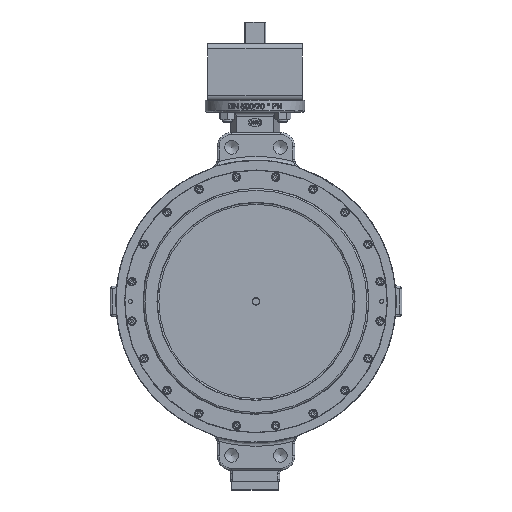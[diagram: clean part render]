
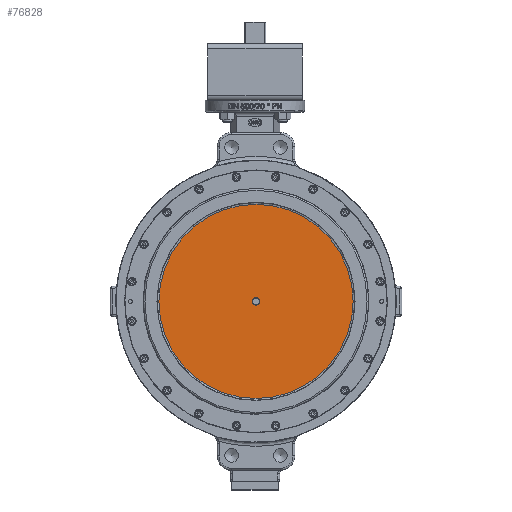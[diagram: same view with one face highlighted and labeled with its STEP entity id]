
A CAD part, front view. The second image highlights one B-rep face of the part: STEP entity #76828.
In plain terms, the highlighted planar face has unit normal (0, -1, 0).
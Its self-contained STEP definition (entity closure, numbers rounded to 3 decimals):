
#60388=CARTESIAN_POINT('',(-205.429,-59.,0.));
#60389=VERTEX_POINT('',#60388);
#60390=CARTESIAN_POINT('',(0.,-59.0,0.));
#60391=DIRECTION('',(0.0,1.0,0.0));
#60392=DIRECTION('',(1.0,0.0,0.0));
#60393=AXIS2_PLACEMENT_3D('',#60390,#60391,#60392);
#60394=CIRCLE('',#60393,205.429);
#60395=EDGE_CURVE('',#60389,#60389,#60394,.T.);
#76809=CARTESIAN_POINT('',(-103.75,-59.,0.));
#76810=DIRECTION('',(0.0,1.0,0.0));
#76811=DIRECTION('',(0.0,0.0,-1.0));
#76812=AXIS2_PLACEMENT_3D('',#76809,#76810,#76811);
#76813=PLANE('',#76812);
#76814=ORIENTED_EDGE('',*,*,#60395,.F.);
#76815=EDGE_LOOP('',(#76814));
#76816=FACE_OUTER_BOUND('',#76815,.T.);
#76817=CARTESIAN_POINT('',(0.,-59.0,8.));
#76818=VERTEX_POINT('',#76817);
#76819=CARTESIAN_POINT('',(0.,-59.0,0.));
#76820=DIRECTION('',(0.0,-1.0,0.0));
#76821=DIRECTION('',(0.0,0.0,-1.0));
#76822=AXIS2_PLACEMENT_3D('',#76819,#76820,#76821);
#76823=CIRCLE('',#76822,8.);
#76824=EDGE_CURVE('',#76818,#76818,#76823,.T.);
#76825=ORIENTED_EDGE('',*,*,#76824,.F.);
#76826=EDGE_LOOP('',(#76825));
#76827=FACE_BOUND('',#76826,.T.);
#76828=ADVANCED_FACE('',(#76816,#76827),#76813,.F.);
